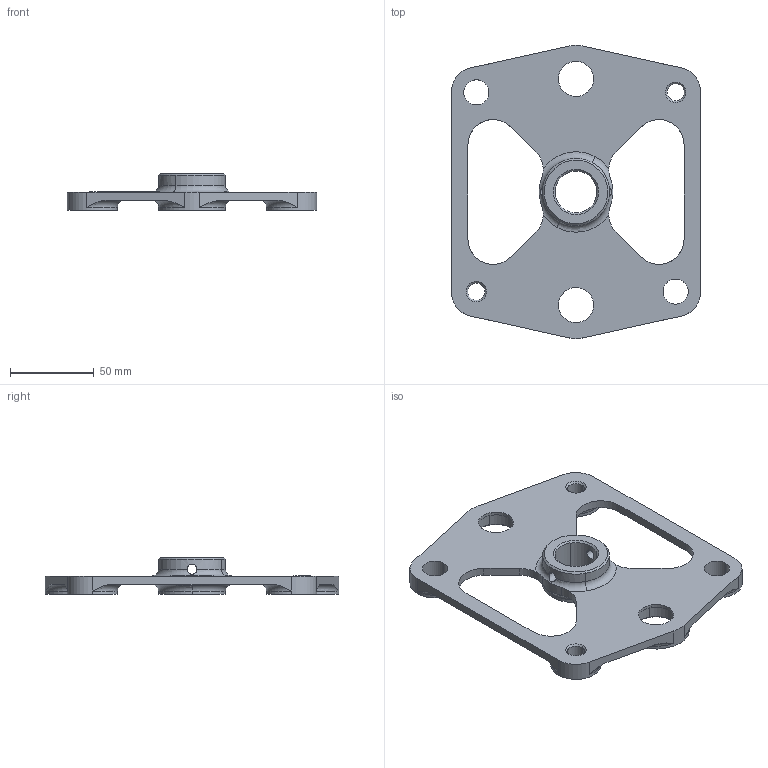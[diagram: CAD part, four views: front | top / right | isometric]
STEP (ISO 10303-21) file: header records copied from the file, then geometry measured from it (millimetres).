
FILE_DESCRIPTION(('CATIA V5 STEP Exchange'),'2;1');
FILE_NAME('EOLX1.1-D-120-001_A.stp','2020-01-30T21:59:18+00:00',('none'),('none'),'CATIA Version 5 Release 21 GA (IN-10)','CATIA V5 STEP AP203','none');
FILE_SCHEMA(('CONFIG_CONTROL_DESIGN'));
Length unit declared in the file: millimetre
Products named in the file (1): EOLX1.1-D-120-001_A
Bounding box: 148.92 x 174.89 x 22 mm (x, y, z)
Volume: 114374.8 mm3; surface area: 46172.7 mm2
Topology: 1 solids, 1 shells, 111 faces, 310 edges, 198 vertices
Faces by surface type: cylinder 48, plane 27, torus 22, cone 14
Entity records: 3612 total; most frequent: CARTESIAN_POINT 926, ORIENTED_EDGE 620, DIRECTION 414, EDGE_CURVE 310, AXIS2_PLACEMENT_3D 238, VERTEX_POINT 198, CIRCLE 168, EDGE_LOOP 130
